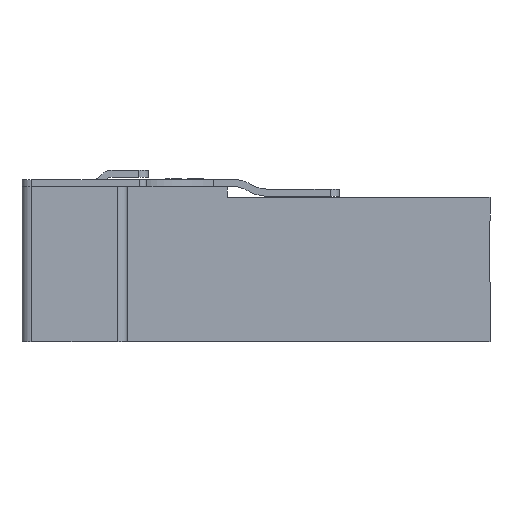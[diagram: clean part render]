
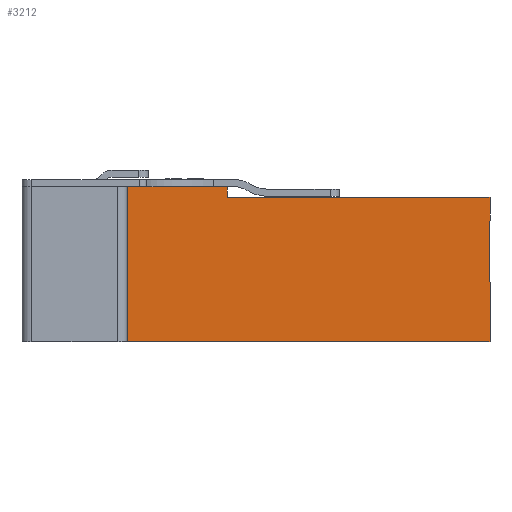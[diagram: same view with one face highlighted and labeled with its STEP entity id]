
A CAD part, front view. The second image highlights one B-rep face of the part: STEP entity #3212.
In plain terms, the highlighted planar face has unit normal (0, -1, 0).
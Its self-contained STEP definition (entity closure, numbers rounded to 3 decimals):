
#565=AXIS2_PLACEMENT_3D('Circle Axis2P3D',#563,#564,$) ;
#2259=AXIS2_PLACEMENT_3D('Circle Axis2P3D',#2257,#2258,$) ;
#3174=AXIS2_PLACEMENT_3D('Plane Axis2P3D',#3171,#3172,#3173) ;
#537=CARTESIAN_POINT('Vertex',(7.5,-11.,-1.2)) ;
#560=CARTESIAN_POINT('Vertex',(7.484,-11.,-1.076)) ;
#563=CARTESIAN_POINT('Axis2P3D Location',(7.,-11.,-1.2)) ;
#2201=CARTESIAN_POINT('Vertex',(-3.5,-11.,2.8)) ;
#2208=CARTESIAN_POINT('Vertex',(-7.7,-11.,2.8)) ;
#2211=CARTESIAN_POINT('Line Origine',(-5.6,-11.,2.8)) ;
#2247=CARTESIAN_POINT('Vertex',(7.484,-11.,1.276)) ;
#2254=CARTESIAN_POINT('Vertex',(7.5,-11.,1.4)) ;
#2257=CARTESIAN_POINT('Axis2P3D Location',(7.,-11.,1.4)) ;
#2279=CARTESIAN_POINT('Vertex',(7.5,-11.,2.35)) ;
#2282=CARTESIAN_POINT('Line Origine',(7.5,-11.,1.875)) ;
#2299=CARTESIAN_POINT('Line Origine',(-3.5,-11.,2.575)) ;
#2303=CARTESIAN_POINT('Vertex',(-3.5,-11.,2.35)) ;
#2628=CARTESIAN_POINT('Line Origine',(2.,-11.,2.35)) ;
#3171=CARTESIAN_POINT('Axis2P3D Location',(-11.128,-11.,-3.7)) ;
#3176=CARTESIAN_POINT('Line Origine',(-0.1,-11.,-3.7)) ;
#3180=CARTESIAN_POINT('Vertex',(7.5,-11.,-3.7)) ;
#3182=CARTESIAN_POINT('Vertex',(-7.7,-11.,-3.7)) ;
#3185=CARTESIAN_POINT('Line Origine',(7.5,-11.,-2.45)) ;
#3190=CARTESIAN_POINT('Line Origine',(7.484,-11.,0.1)) ;
#3195=CARTESIAN_POINT('Line Origine',(-7.7,-11.,-0.45)) ;
#564=DIRECTION('Axis2P3D Direction',(-0.,1.,0.)) ;
#2212=DIRECTION('Vector Direction',(1.,0.,0.)) ;
#2258=DIRECTION('Axis2P3D Direction',(0.,-1.,0.)) ;
#2283=DIRECTION('Vector Direction',(0.,0.,1.)) ;
#2300=DIRECTION('Vector Direction',(0.,0.,1.)) ;
#2629=DIRECTION('Vector Direction',(1.,0.,0.)) ;
#3172=DIRECTION('Axis2P3D Direction',(0.,-1.,0.)) ;
#3173=DIRECTION('Axis2P3D XDirection',(1.,0.,0.)) ;
#3177=DIRECTION('Vector Direction',(1.,0.,0.)) ;
#3186=DIRECTION('Vector Direction',(0.,0.,1.)) ;
#3191=DIRECTION('Vector Direction',(0.,0.,-1.)) ;
#3196=DIRECTION('Vector Direction',(0.,0.,1.)) ;
#2213=VECTOR('Line Direction',#2212,1.) ;
#2284=VECTOR('Line Direction',#2283,1.) ;
#2301=VECTOR('Line Direction',#2300,1.) ;
#2630=VECTOR('Line Direction',#2629,1.) ;
#3178=VECTOR('Line Direction',#3177,1.) ;
#3187=VECTOR('Line Direction',#3186,1.) ;
#3192=VECTOR('Line Direction',#3191,1.) ;
#3197=VECTOR('Line Direction',#3196,1.) ;
#3201=ORIENTED_EDGE('',*,*,#3184,.F.) ;
#3202=ORIENTED_EDGE('',*,*,#3189,.T.) ;
#3203=ORIENTED_EDGE('',*,*,#567,.T.) ;
#3204=ORIENTED_EDGE('',*,*,#3194,.F.) ;
#3205=ORIENTED_EDGE('',*,*,#2261,.T.) ;
#3206=ORIENTED_EDGE('',*,*,#2286,.T.) ;
#3207=ORIENTED_EDGE('',*,*,#2632,.F.) ;
#3208=ORIENTED_EDGE('',*,*,#2305,.T.) ;
#3209=ORIENTED_EDGE('',*,*,#2215,.F.) ;
#3210=ORIENTED_EDGE('',*,*,#3199,.F.) ;
#3212=ADVANCED_FACE('22894.1\\Hauptk\X2\00F6\X0\rper',(#3211),#3175,.T.) ;
#566=CIRCLE('generated circle',#565,0.5) ;
#2260=CIRCLE('generated circle',#2259,0.5) ;
#567=EDGE_CURVE('',#538,#561,#566,.F.) ;
#2215=EDGE_CURVE('',#2209,#2202,#2214,.T.) ;
#2261=EDGE_CURVE('',#2248,#2255,#2260,.T.) ;
#2286=EDGE_CURVE('',#2255,#2280,#2285,.T.) ;
#2305=EDGE_CURVE('',#2304,#2202,#2302,.T.) ;
#2632=EDGE_CURVE('',#2304,#2280,#2631,.T.) ;
#3184=EDGE_CURVE('',#3181,#3183,#3179,.F.) ;
#3189=EDGE_CURVE('',#3181,#538,#3188,.T.) ;
#3194=EDGE_CURVE('',#2248,#561,#3193,.T.) ;
#3199=EDGE_CURVE('',#3183,#2209,#3198,.T.) ;
#3200=EDGE_LOOP('',(#3201,#3202,#3203,#3204,#3205,#3206,#3207,#3208,#3209,#3210)) ;
#3211=FACE_OUTER_BOUND('',#3200,.T.) ;
#2214=LINE('Line',#2211,#2213) ;
#2285=LINE('Line',#2282,#2284) ;
#2302=LINE('Line',#2299,#2301) ;
#2631=LINE('Line',#2628,#2630) ;
#3179=LINE('Line',#3176,#3178) ;
#3188=LINE('Line',#3185,#3187) ;
#3193=LINE('Line',#3190,#3192) ;
#3198=LINE('Line',#3195,#3197) ;
#3175=PLANE('',#3174) ;
#538=VERTEX_POINT('',#537) ;
#561=VERTEX_POINT('',#560) ;
#2202=VERTEX_POINT('',#2201) ;
#2209=VERTEX_POINT('',#2208) ;
#2248=VERTEX_POINT('',#2247) ;
#2255=VERTEX_POINT('',#2254) ;
#2280=VERTEX_POINT('',#2279) ;
#2304=VERTEX_POINT('',#2303) ;
#3181=VERTEX_POINT('',#3180) ;
#3183=VERTEX_POINT('',#3182) ;
